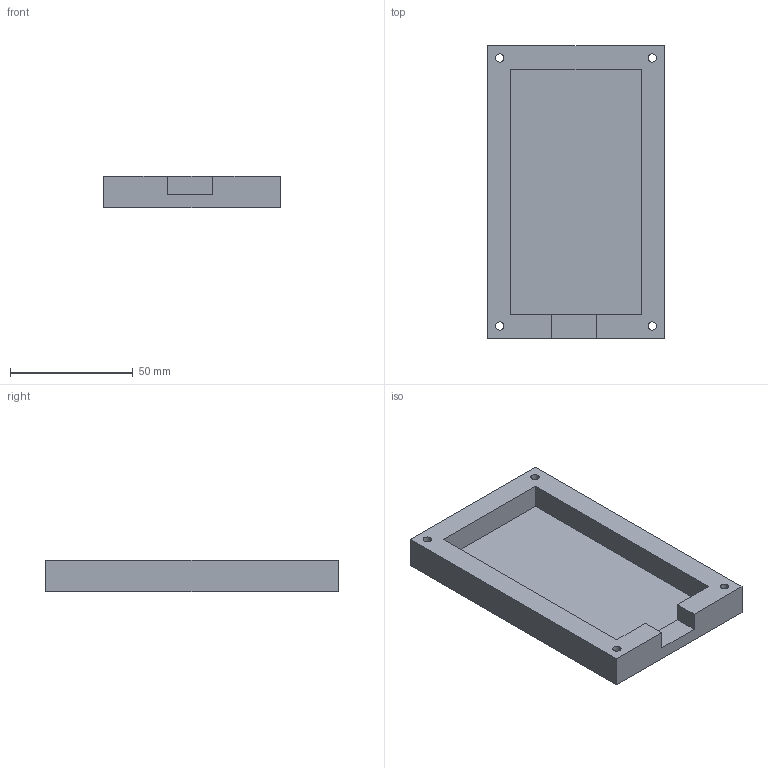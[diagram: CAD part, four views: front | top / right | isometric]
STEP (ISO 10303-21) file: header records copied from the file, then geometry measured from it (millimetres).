
FILE_DESCRIPTION(/* description */ (''),/* implementation_level */ '2;1');
FILE_NAME(/* name */ 'Hackpad CAD Final v1.step',/* time_stamp */ '2025-05-31T15:50:35-07:00',/* author */ (''),/* organization */ (''),/* preprocessor_version */ 'ST-DEVELOPER v20.1',/* originating_system */ 'Autodesk Translation Framework v14.10.0.0',/* authorisation */ '');
FILE_SCHEMA (('AUTOMOTIVE_DESIGN { 1 0 10303 214 3 1 1 }'));
Length unit declared in the file: millimetre
Products named in the file (1): Hackpad CAD Final
Bounding box: 72 x 119 x 13 mm (x, y, z)
Volume: 56343.8 mm3; surface area: 25653.7 mm2
Topology: 1 solids, 1 shells, 224 faces, 606 edges, 404 vertices
Faces by surface type: bspline 123, plane 93, cylinder 8
Full cylindrical faces by diameter (mm): 3.4 x4, 6 x4
Entity records: 8185 total; most frequent: CARTESIAN_POINT 3326, ORIENTED_EDGE 1212, EDGE_CURVE 606, DIRECTION 580, VERTEX_POINT 404, LINE 344, VECTOR 344, EDGE_LOOP 252
